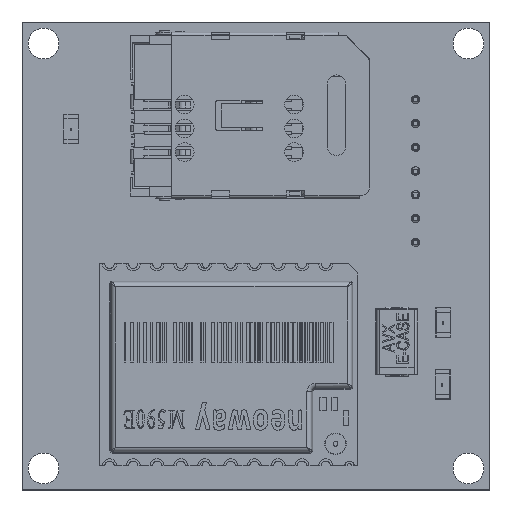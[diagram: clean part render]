
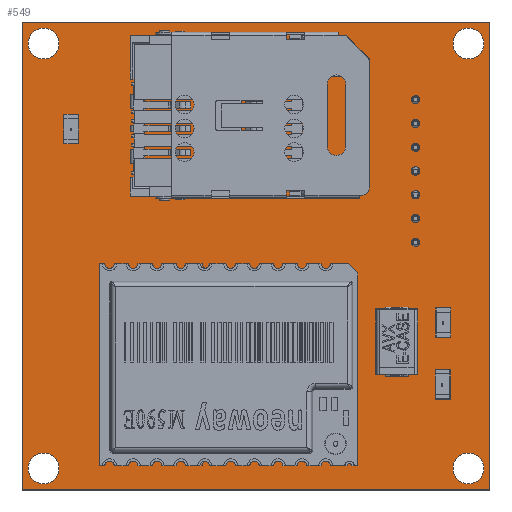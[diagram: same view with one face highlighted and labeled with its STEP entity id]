
A CAD part, top view. The second image highlights one B-rep face of the part: STEP entity #549.
In plain terms, the highlighted planar face has unit normal (0, 0, 1).
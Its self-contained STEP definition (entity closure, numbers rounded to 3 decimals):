
#92 = VERTEX_POINT('',#93);
#93 = CARTESIAN_POINT('',(41.6,26.46,1.6));
#111 = VERTEX_POINT('',#112);
#112 = CARTESIAN_POINT('',(42.5,26.46,1.6));
#118 = EDGE_CURVE('',#92,#111,#119,.T.);
#119 = CIRCLE('',#120,0.45);
#120 = AXIS2_PLACEMENT_3D('',#121,#122,#123);
#121 = CARTESIAN_POINT('',(42.05,26.46,1.6));
#122 = DIRECTION('',(0.,0.,1.));
#123 = DIRECTION('',(1.,0.,-0.));
#134 = VERTEX_POINT('',#135);
#135 = CARTESIAN_POINT('',(41.6,29.,1.6));
#153 = VERTEX_POINT('',#154);
#154 = CARTESIAN_POINT('',(42.5,29.,1.6));
#160 = EDGE_CURVE('',#134,#153,#161,.T.);
#161 = CIRCLE('',#162,0.45);
#162 = AXIS2_PLACEMENT_3D('',#163,#164,#165);
#163 = CARTESIAN_POINT('',(42.05,29.,1.6));
#164 = DIRECTION('',(0.,0.,1.));
#165 = DIRECTION('',(1.,0.,-0.));
#176 = VERTEX_POINT('',#177);
#177 = CARTESIAN_POINT('',(41.6,31.54,1.6));
#195 = VERTEX_POINT('',#196);
#196 = CARTESIAN_POINT('',(42.5,31.54,1.6));
#202 = EDGE_CURVE('',#176,#195,#203,.T.);
#203 = CIRCLE('',#204,0.45);
#204 = AXIS2_PLACEMENT_3D('',#205,#206,#207);
#205 = CARTESIAN_POINT('',(42.05,31.54,1.6));
#206 = DIRECTION('',(0.,0.,1.));
#207 = DIRECTION('',(1.,0.,-0.));
#218 = VERTEX_POINT('',#219);
#219 = CARTESIAN_POINT('',(41.6,34.08,1.6));
#237 = VERTEX_POINT('',#238);
#238 = CARTESIAN_POINT('',(42.5,34.08,1.6));
#244 = EDGE_CURVE('',#218,#237,#245,.T.);
#245 = CIRCLE('',#246,0.45);
#246 = AXIS2_PLACEMENT_3D('',#247,#248,#249);
#247 = CARTESIAN_POINT('',(42.05,34.08,1.6));
#248 = DIRECTION('',(0.,0.,1.));
#249 = DIRECTION('',(1.,0.,-0.));
#260 = VERTEX_POINT('',#261);
#261 = CARTESIAN_POINT('',(41.6,36.62,1.6));
#279 = VERTEX_POINT('',#280);
#280 = CARTESIAN_POINT('',(42.5,36.62,1.6));
#286 = EDGE_CURVE('',#260,#279,#287,.T.);
#287 = CIRCLE('',#288,0.45);
#288 = AXIS2_PLACEMENT_3D('',#289,#290,#291);
#289 = CARTESIAN_POINT('',(42.05,36.62,1.6));
#290 = DIRECTION('',(0.,0.,1.));
#291 = DIRECTION('',(1.,0.,-0.));
#302 = VERTEX_POINT('',#303);
#303 = CARTESIAN_POINT('',(41.6,39.16,1.6));
#321 = VERTEX_POINT('',#322);
#322 = CARTESIAN_POINT('',(42.5,39.16,1.6));
#328 = EDGE_CURVE('',#302,#321,#329,.T.);
#329 = CIRCLE('',#330,0.45);
#330 = AXIS2_PLACEMENT_3D('',#331,#332,#333);
#331 = CARTESIAN_POINT('',(42.05,39.16,1.6));
#332 = DIRECTION('',(0.,0.,1.));
#333 = DIRECTION('',(1.,0.,-0.));
#344 = VERTEX_POINT('',#345);
#345 = CARTESIAN_POINT('',(41.6,41.7,1.6));
#363 = VERTEX_POINT('',#364);
#364 = CARTESIAN_POINT('',(42.5,41.7,1.6));
#370 = EDGE_CURVE('',#344,#363,#371,.T.);
#371 = CIRCLE('',#372,0.45);
#372 = AXIS2_PLACEMENT_3D('',#373,#374,#375);
#373 = CARTESIAN_POINT('',(42.05,41.7,1.6));
#374 = DIRECTION('',(0.,0.,1.));
#375 = DIRECTION('',(1.,0.,-0.));
#386 = VERTEX_POINT('',#387);
#387 = CARTESIAN_POINT('',(0.65,2.3,1.6));
#405 = VERTEX_POINT('',#406);
#406 = CARTESIAN_POINT('',(3.95,2.3,1.6));
#412 = EDGE_CURVE('',#386,#405,#413,.T.);
#413 = CIRCLE('',#414,1.65);
#414 = AXIS2_PLACEMENT_3D('',#415,#416,#417);
#415 = CARTESIAN_POINT('',(2.3,2.3,1.6));
#416 = DIRECTION('',(0.,0.,1.));
#417 = DIRECTION('',(-1.,0.,0.));
#428 = VERTEX_POINT('',#429);
#429 = CARTESIAN_POINT('',(46.05,2.3,1.6));
#447 = VERTEX_POINT('',#448);
#448 = CARTESIAN_POINT('',(49.35,2.3,1.6));
#454 = EDGE_CURVE('',#428,#447,#455,.T.);
#455 = CIRCLE('',#456,1.65);
#456 = AXIS2_PLACEMENT_3D('',#457,#458,#459);
#457 = CARTESIAN_POINT('',(47.7,2.3,1.6));
#458 = DIRECTION('',(0.,0.,1.));
#459 = DIRECTION('',(1.,0.,-0.));
#470 = VERTEX_POINT('',#471);
#471 = CARTESIAN_POINT('',(46.05,47.7,1.6));
#489 = VERTEX_POINT('',#490);
#490 = CARTESIAN_POINT('',(49.35,47.7,1.6));
#496 = EDGE_CURVE('',#470,#489,#497,.T.);
#497 = CIRCLE('',#498,1.65);
#498 = AXIS2_PLACEMENT_3D('',#499,#500,#501);
#499 = CARTESIAN_POINT('',(47.7,47.7,1.6));
#500 = DIRECTION('',(0.,0.,1.));
#501 = DIRECTION('',(-1.,0.,0.));
#512 = VERTEX_POINT('',#513);
#513 = CARTESIAN_POINT('',(0.65,47.7,1.6));
#531 = VERTEX_POINT('',#532);
#532 = CARTESIAN_POINT('',(3.95,47.7,1.6));
#538 = EDGE_CURVE('',#512,#531,#539,.T.);
#539 = CIRCLE('',#540,1.65);
#540 = AXIS2_PLACEMENT_3D('',#541,#542,#543);
#541 = CARTESIAN_POINT('',(2.3,47.7,1.6));
#542 = DIRECTION('',(0.,0.,1.));
#543 = DIRECTION('',(1.,0.,-0.));
#549 = ADVANCED_FACE('',(#550,#584,#594,#604,#614,#624,#634,#644,#654,
    #664,#674,#684),#694,.F.);
#550 = FACE_BOUND('',#551,.T.);
#551 = EDGE_LOOP('',(#552,#562,#570,#578));
#552 = ORIENTED_EDGE('',*,*,#553,.T.);
#553 = EDGE_CURVE('',#554,#556,#558,.T.);
#554 = VERTEX_POINT('',#555);
#555 = CARTESIAN_POINT('',(0.,50.,1.6));
#556 = VERTEX_POINT('',#557);
#557 = CARTESIAN_POINT('',(0.,0.,1.6));
#558 = LINE('',#559,#560);
#559 = CARTESIAN_POINT('',(0.,0.,1.6));
#560 = VECTOR('',#561,1.);
#561 = DIRECTION('',(0.,-1.,-0.));
#562 = ORIENTED_EDGE('',*,*,#563,.T.);
#563 = EDGE_CURVE('',#556,#564,#566,.T.);
#564 = VERTEX_POINT('',#565);
#565 = CARTESIAN_POINT('',(50.,0.,1.6));
#566 = LINE('',#567,#568);
#567 = CARTESIAN_POINT('',(0.,0.,1.6));
#568 = VECTOR('',#569,1.);
#569 = DIRECTION('',(1.,0.,0.));
#570 = ORIENTED_EDGE('',*,*,#571,.T.);
#571 = EDGE_CURVE('',#564,#572,#574,.T.);
#572 = VERTEX_POINT('',#573);
#573 = CARTESIAN_POINT('',(50.,50.,1.6));
#574 = LINE('',#575,#576);
#575 = CARTESIAN_POINT('',(50.,0.,1.6));
#576 = VECTOR('',#577,1.);
#577 = DIRECTION('',(0.,1.,0.));
#578 = ORIENTED_EDGE('',*,*,#579,.T.);
#579 = EDGE_CURVE('',#572,#554,#580,.T.);
#580 = LINE('',#581,#582);
#581 = CARTESIAN_POINT('',(0.,50.,1.6));
#582 = VECTOR('',#583,1.);
#583 = DIRECTION('',(-1.,-0.,-0.));
#584 = FACE_BOUND('',#585,.T.);
#585 = EDGE_LOOP('',(#586,#587));
#586 = ORIENTED_EDGE('',*,*,#538,.F.);
#587 = ORIENTED_EDGE('',*,*,#588,.F.);
#588 = EDGE_CURVE('',#531,#512,#589,.T.);
#589 = CIRCLE('',#590,1.65);
#590 = AXIS2_PLACEMENT_3D('',#591,#592,#593);
#591 = CARTESIAN_POINT('',(2.3,47.7,1.6));
#592 = DIRECTION('',(0.,0.,1.));
#593 = DIRECTION('',(1.,0.,-0.));
#594 = FACE_BOUND('',#595,.T.);
#595 = EDGE_LOOP('',(#596,#597));
#596 = ORIENTED_EDGE('',*,*,#496,.F.);
#597 = ORIENTED_EDGE('',*,*,#598,.F.);
#598 = EDGE_CURVE('',#489,#470,#599,.T.);
#599 = CIRCLE('',#600,1.65);
#600 = AXIS2_PLACEMENT_3D('',#601,#602,#603);
#601 = CARTESIAN_POINT('',(47.7,47.7,1.6));
#602 = DIRECTION('',(0.,0.,1.));
#603 = DIRECTION('',(-1.,0.,0.));
#604 = FACE_BOUND('',#605,.T.);
#605 = EDGE_LOOP('',(#606,#607));
#606 = ORIENTED_EDGE('',*,*,#454,.F.);
#607 = ORIENTED_EDGE('',*,*,#608,.F.);
#608 = EDGE_CURVE('',#447,#428,#609,.T.);
#609 = CIRCLE('',#610,1.65);
#610 = AXIS2_PLACEMENT_3D('',#611,#612,#613);
#611 = CARTESIAN_POINT('',(47.7,2.3,1.6));
#612 = DIRECTION('',(0.,0.,1.));
#613 = DIRECTION('',(1.,0.,-0.));
#614 = FACE_BOUND('',#615,.T.);
#615 = EDGE_LOOP('',(#616,#617));
#616 = ORIENTED_EDGE('',*,*,#412,.F.);
#617 = ORIENTED_EDGE('',*,*,#618,.F.);
#618 = EDGE_CURVE('',#405,#386,#619,.T.);
#619 = CIRCLE('',#620,1.65);
#620 = AXIS2_PLACEMENT_3D('',#621,#622,#623);
#621 = CARTESIAN_POINT('',(2.3,2.3,1.6));
#622 = DIRECTION('',(0.,0.,1.));
#623 = DIRECTION('',(-1.,0.,0.));
#624 = FACE_BOUND('',#625,.T.);
#625 = EDGE_LOOP('',(#626,#627));
#626 = ORIENTED_EDGE('',*,*,#370,.F.);
#627 = ORIENTED_EDGE('',*,*,#628,.F.);
#628 = EDGE_CURVE('',#363,#344,#629,.T.);
#629 = CIRCLE('',#630,0.45);
#630 = AXIS2_PLACEMENT_3D('',#631,#632,#633);
#631 = CARTESIAN_POINT('',(42.05,41.7,1.6));
#632 = DIRECTION('',(0.,0.,1.));
#633 = DIRECTION('',(1.,0.,-0.));
#634 = FACE_BOUND('',#635,.T.);
#635 = EDGE_LOOP('',(#636,#637));
#636 = ORIENTED_EDGE('',*,*,#328,.F.);
#637 = ORIENTED_EDGE('',*,*,#638,.F.);
#638 = EDGE_CURVE('',#321,#302,#639,.T.);
#639 = CIRCLE('',#640,0.45);
#640 = AXIS2_PLACEMENT_3D('',#641,#642,#643);
#641 = CARTESIAN_POINT('',(42.05,39.16,1.6));
#642 = DIRECTION('',(0.,0.,1.));
#643 = DIRECTION('',(1.,0.,-0.));
#644 = FACE_BOUND('',#645,.T.);
#645 = EDGE_LOOP('',(#646,#647));
#646 = ORIENTED_EDGE('',*,*,#286,.F.);
#647 = ORIENTED_EDGE('',*,*,#648,.F.);
#648 = EDGE_CURVE('',#279,#260,#649,.T.);
#649 = CIRCLE('',#650,0.45);
#650 = AXIS2_PLACEMENT_3D('',#651,#652,#653);
#651 = CARTESIAN_POINT('',(42.05,36.62,1.6));
#652 = DIRECTION('',(0.,0.,1.));
#653 = DIRECTION('',(1.,0.,-0.));
#654 = FACE_BOUND('',#655,.T.);
#655 = EDGE_LOOP('',(#656,#657));
#656 = ORIENTED_EDGE('',*,*,#244,.F.);
#657 = ORIENTED_EDGE('',*,*,#658,.F.);
#658 = EDGE_CURVE('',#237,#218,#659,.T.);
#659 = CIRCLE('',#660,0.45);
#660 = AXIS2_PLACEMENT_3D('',#661,#662,#663);
#661 = CARTESIAN_POINT('',(42.05,34.08,1.6));
#662 = DIRECTION('',(0.,0.,1.));
#663 = DIRECTION('',(1.,0.,-0.));
#664 = FACE_BOUND('',#665,.T.);
#665 = EDGE_LOOP('',(#666,#667));
#666 = ORIENTED_EDGE('',*,*,#202,.F.);
#667 = ORIENTED_EDGE('',*,*,#668,.F.);
#668 = EDGE_CURVE('',#195,#176,#669,.T.);
#669 = CIRCLE('',#670,0.45);
#670 = AXIS2_PLACEMENT_3D('',#671,#672,#673);
#671 = CARTESIAN_POINT('',(42.05,31.54,1.6));
#672 = DIRECTION('',(0.,0.,1.));
#673 = DIRECTION('',(1.,0.,-0.));
#674 = FACE_BOUND('',#675,.T.);
#675 = EDGE_LOOP('',(#676,#677));
#676 = ORIENTED_EDGE('',*,*,#160,.F.);
#677 = ORIENTED_EDGE('',*,*,#678,.F.);
#678 = EDGE_CURVE('',#153,#134,#679,.T.);
#679 = CIRCLE('',#680,0.45);
#680 = AXIS2_PLACEMENT_3D('',#681,#682,#683);
#681 = CARTESIAN_POINT('',(42.05,29.,1.6));
#682 = DIRECTION('',(0.,0.,1.));
#683 = DIRECTION('',(1.,0.,-0.));
#684 = FACE_BOUND('',#685,.T.);
#685 = EDGE_LOOP('',(#686,#687));
#686 = ORIENTED_EDGE('',*,*,#118,.F.);
#687 = ORIENTED_EDGE('',*,*,#688,.F.);
#688 = EDGE_CURVE('',#111,#92,#689,.T.);
#689 = CIRCLE('',#690,0.45);
#690 = AXIS2_PLACEMENT_3D('',#691,#692,#693);
#691 = CARTESIAN_POINT('',(42.05,26.46,1.6));
#692 = DIRECTION('',(0.,0.,1.));
#693 = DIRECTION('',(1.,0.,-0.));
#694 = PLANE('',#695);
#695 = AXIS2_PLACEMENT_3D('',#696,#697,#698);
#696 = CARTESIAN_POINT('',(0.,0.,1.6));
#697 = DIRECTION('',(0.,0.,-1.));
#698 = DIRECTION('',(-1.,0.,-0.));
